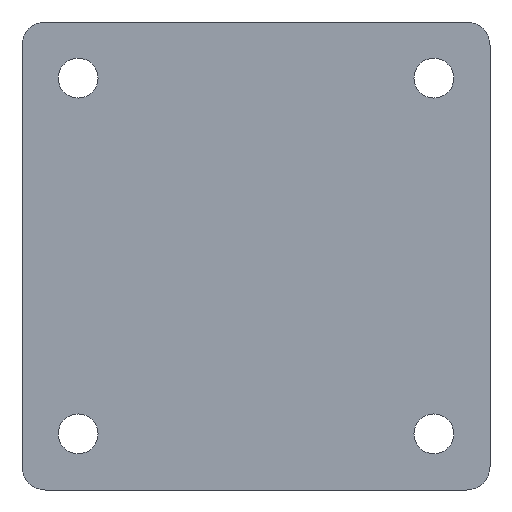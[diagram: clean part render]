
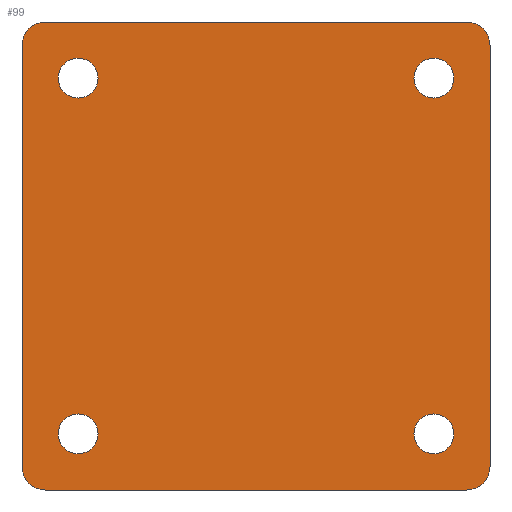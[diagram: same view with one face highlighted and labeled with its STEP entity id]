
A CAD part, front view. The second image highlights one B-rep face of the part: STEP entity #99.
In plain terms, the highlighted planar face has unit normal (0, -1, 0).
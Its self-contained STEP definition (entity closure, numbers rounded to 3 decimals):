
#99 = ADVANCED_FACE( '', ( #253, #254, #255, #256, #257 ), #258, .F. );
#253 = FACE_BOUND( '', #480, .T. );
#254 = FACE_BOUND( '', #481, .T. );
#255 = FACE_BOUND( '', #482, .T. );
#256 = FACE_BOUND( '', #483, .T. );
#257 = FACE_OUTER_BOUND( '', #484, .T. );
#258 = PLANE( '', #485 );
#480 = EDGE_LOOP( '', ( #731 ) );
#481 = EDGE_LOOP( '', ( #732 ) );
#482 = EDGE_LOOP( '', ( #733 ) );
#483 = EDGE_LOOP( '', ( #734 ) );
#484 = EDGE_LOOP( '', ( #735, #736, #737, #738, #739, #740, #741, #742 ) );
#485 = AXIS2_PLACEMENT_3D( '', #743, #744, #745 );
#731 = ORIENTED_EDGE( '', *, *, #1295, .T. );
#732 = ORIENTED_EDGE( '', *, *, #1296, .T. );
#733 = ORIENTED_EDGE( '', *, *, #1297, .T. );
#734 = ORIENTED_EDGE( '', *, *, #1298, .T. );
#735 = ORIENTED_EDGE( '', *, *, #1299, .F. );
#736 = ORIENTED_EDGE( '', *, *, #1300, .F. );
#737 = ORIENTED_EDGE( '', *, *, #1301, .F. );
#738 = ORIENTED_EDGE( '', *, *, #1302, .F. );
#739 = ORIENTED_EDGE( '', *, *, #1303, .F. );
#740 = ORIENTED_EDGE( '', *, *, #1304, .F. );
#741 = ORIENTED_EDGE( '', *, *, #1305, .F. );
#742 = ORIENTED_EDGE( '', *, *, #1306, .F. );
#743 = CARTESIAN_POINT( '', ( -45., 0., -45. ) );
#744 = DIRECTION( '', ( 0., 1., 0. ) );
#745 = DIRECTION( '', ( 0., 0., 1. ) );
#1295 = EDGE_CURVE( '', #1545, #1545, #1546, .T. );
#1296 = EDGE_CURVE( '', #1547, #1547, #1548, .T. );
#1297 = EDGE_CURVE( '', #1549, #1549, #1550, .T. );
#1298 = EDGE_CURVE( '', #1551, #1551, #1552, .T. );
#1299 = EDGE_CURVE( '', #1553, #1554, #1555, .T. );
#1300 = EDGE_CURVE( '', #1556, #1553, #1557, .T. );
#1301 = EDGE_CURVE( '', #1558, #1556, #1559, .T. );
#1302 = EDGE_CURVE( '', #1560, #1558, #1561, .T. );
#1303 = EDGE_CURVE( '', #1562, #1560, #1563, .T. );
#1304 = EDGE_CURVE( '', #1564, #1562, #1565, .T. );
#1305 = EDGE_CURVE( '', #1566, #1564, #1567, .T. );
#1306 = EDGE_CURVE( '', #1554, #1566, #1568, .T. );
#1545 = VERTEX_POINT( '', #1903 );
#1546 = CIRCLE( '', #1904, 4.25 );
#1547 = VERTEX_POINT( '', #1905 );
#1548 = CIRCLE( '', #1906, 4.25 );
#1549 = VERTEX_POINT( '', #1907 );
#1550 = CIRCLE( '', #1908, 4.25 );
#1551 = VERTEX_POINT( '', #1909 );
#1552 = CIRCLE( '', #1910, 4.25 );
#1553 = VERTEX_POINT( '', #1911 );
#1554 = VERTEX_POINT( '', #1912 );
#1555 = CIRCLE( '', #1913, 5. );
#1556 = VERTEX_POINT( '', #1914 );
#1557 = LINE( '', #1915, #1916 );
#1558 = VERTEX_POINT( '', #1917 );
#1559 = CIRCLE( '', #1918, 5. );
#1560 = VERTEX_POINT( '', #1919 );
#1561 = LINE( '', #1920, #1921 );
#1562 = VERTEX_POINT( '', #1922 );
#1563 = CIRCLE( '', #1923, 5. );
#1564 = VERTEX_POINT( '', #1924 );
#1565 = LINE( '', #1925, #1926 );
#1566 = VERTEX_POINT( '', #1927 );
#1567 = CIRCLE( '', #1928, 5. );
#1568 = LINE( '', #1929, #1930 );
#1903 = CARTESIAN_POINT( '', ( 42.25, 0., 38. ) );
#1904 = AXIS2_PLACEMENT_3D( '', #2322, #2323, #2324 );
#1905 = CARTESIAN_POINT( '', ( 42.25, 0., -38. ) );
#1906 = AXIS2_PLACEMENT_3D( '', #2325, #2326, #2327 );
#1907 = CARTESIAN_POINT( '', ( -33.75, 0., 38. ) );
#1908 = AXIS2_PLACEMENT_3D( '', #2328, #2329, #2330 );
#1909 = CARTESIAN_POINT( '', ( -33.75, 0., -38. ) );
#1910 = AXIS2_PLACEMENT_3D( '', #2331, #2332, #2333 );
#1911 = CARTESIAN_POINT( '', ( -45., 0., -50. ) );
#1912 = CARTESIAN_POINT( '', ( -50., 0., -45. ) );
#1913 = AXIS2_PLACEMENT_3D( '', #2334, #2335, #2336 );
#1914 = CARTESIAN_POINT( '', ( 45., 0., -50. ) );
#1915 = CARTESIAN_POINT( '', ( 45., 0., -50. ) );
#1916 = VECTOR( '', #2337, 1000. );
#1917 = CARTESIAN_POINT( '', ( 50., 0., -45. ) );
#1918 = AXIS2_PLACEMENT_3D( '', #2338, #2339, #2340 );
#1919 = CARTESIAN_POINT( '', ( 50., 0., 45. ) );
#1920 = CARTESIAN_POINT( '', ( 50., 0., 45. ) );
#1921 = VECTOR( '', #2341, 1000. );
#1922 = CARTESIAN_POINT( '', ( 45., 0., 50. ) );
#1923 = AXIS2_PLACEMENT_3D( '', #2342, #2343, #2344 );
#1924 = CARTESIAN_POINT( '', ( -45., 0., 50. ) );
#1925 = CARTESIAN_POINT( '', ( -45., 0., 50. ) );
#1926 = VECTOR( '', #2345, 1000. );
#1927 = CARTESIAN_POINT( '', ( -50., 0., 45. ) );
#1928 = AXIS2_PLACEMENT_3D( '', #2346, #2347, #2348 );
#1929 = CARTESIAN_POINT( '', ( -50., 0., -45. ) );
#1930 = VECTOR( '', #2349, 1000. );
#2322 = CARTESIAN_POINT( '', ( 38., 0., 38. ) );
#2323 = DIRECTION( '', ( 0., 1., 0. ) );
#2324 = DIRECTION( '', ( 1., 0., 0. ) );
#2325 = CARTESIAN_POINT( '', ( 38., 0., -38. ) );
#2326 = DIRECTION( '', ( 0., 1., 0. ) );
#2327 = DIRECTION( '', ( 1., 0., 0. ) );
#2328 = CARTESIAN_POINT( '', ( -38., 0., 38. ) );
#2329 = DIRECTION( '', ( 0., 1., 0. ) );
#2330 = DIRECTION( '', ( 1., 0., 0. ) );
#2331 = CARTESIAN_POINT( '', ( -38., 0., -38. ) );
#2332 = DIRECTION( '', ( 0., 1., 0. ) );
#2333 = DIRECTION( '', ( 1., 0., 0. ) );
#2334 = CARTESIAN_POINT( '', ( -45., 0., -45. ) );
#2335 = DIRECTION( '', ( 0., 1., 0. ) );
#2336 = DIRECTION( '', ( 1., 0., 0. ) );
#2337 = DIRECTION( '', ( -1., 0., 0. ) );
#2338 = CARTESIAN_POINT( '', ( 45., 0., -45. ) );
#2339 = DIRECTION( '', ( 0., 1., 0. ) );
#2340 = DIRECTION( '', ( 1., 0., 0. ) );
#2341 = DIRECTION( '', ( 0., 0., -1. ) );
#2342 = CARTESIAN_POINT( '', ( 45., 0., 45. ) );
#2343 = DIRECTION( '', ( 0., 1., 0. ) );
#2344 = DIRECTION( '', ( 1., 0., 0. ) );
#2345 = DIRECTION( '', ( 1., 0., 0. ) );
#2346 = CARTESIAN_POINT( '', ( -45., 0., 45. ) );
#2347 = DIRECTION( '', ( 0., 1., 0. ) );
#2348 = DIRECTION( '', ( 1., 0., 0. ) );
#2349 = DIRECTION( '', ( 0., 0., 1. ) );
